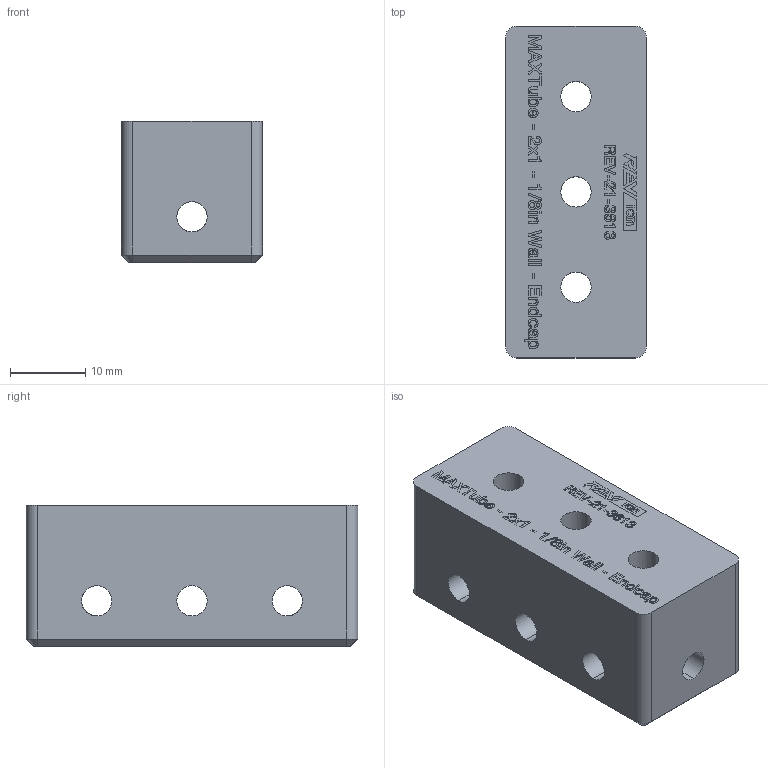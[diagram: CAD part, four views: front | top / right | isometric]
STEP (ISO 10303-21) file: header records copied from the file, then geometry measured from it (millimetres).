
FILE_DESCRIPTION (( 'STEP AP203' ), '1' );
FILE_NAME ('REV-21-3613.STEP', '2024-12-09T23:52:00', ( '' ), ( '' ), 'SwSTEP 2.0', 'SolidWorks 2022', '' );
FILE_SCHEMA (( 'CONFIG_CONTROL_DESIGN' ));
Length unit declared in the file: inch
Products named in the file (1): REV-21-3613
Bounding box: 18.8 x 44.2 x 18.8 mm (x, y, z)
Volume: 10983.4 mm3; surface area: 5414.1 mm2
Topology: 1 solids, 1 shells, 659 faces, 1796 edges, 1194 vertices
Faces by surface type: plane 465, bspline 156, cylinder 34, cone 4
Entity records: 29333 total; most frequent: CARTESIAN_POINT 13546, ORIENTED_EDGE 3592, DIRECTION 2556, EDGE_CURVE 1796, VECTOR 1404, LINE 1404, VERTEX_POINT 1194, EDGE_LOOP 736
